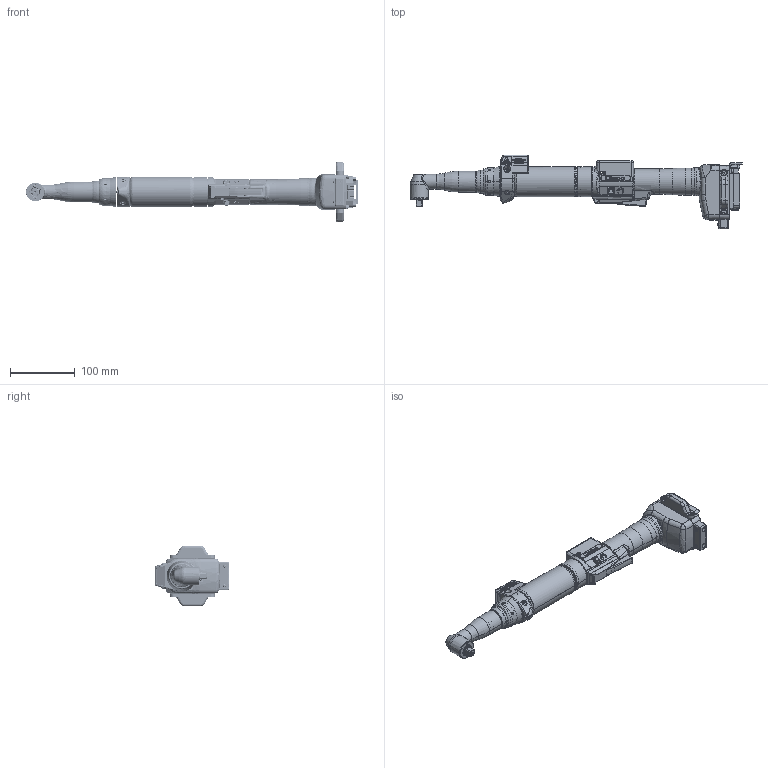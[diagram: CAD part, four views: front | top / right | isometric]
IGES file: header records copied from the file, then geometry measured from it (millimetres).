
Start section:  PTC IGES file: 47ba_sb28p3.igs
Global section: file name: 47ba_sb28p3.igs; native system: Pro/ENGINEER by Parametric Technology Corporation; preprocessor: 2010140; author: k62ak; organization: Unknown; date: 20160301.073911; units: millimetre
Bounding box: 512 x 113.95 x 93.5 mm (x, y, z)
Volume: 233714.5 mm3; surface area: 238226 mm2
Topology: 11 solids, 12 shells, 9343 faces, 25819 edges, 16832 vertices
Faces by surface type: bspline 7665, revolution 1672, extrusion 6
